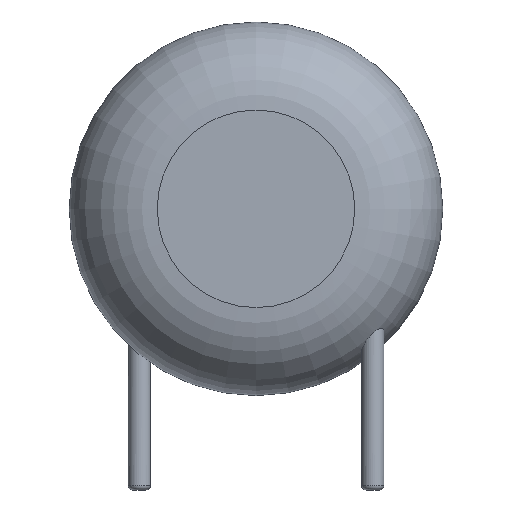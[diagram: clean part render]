
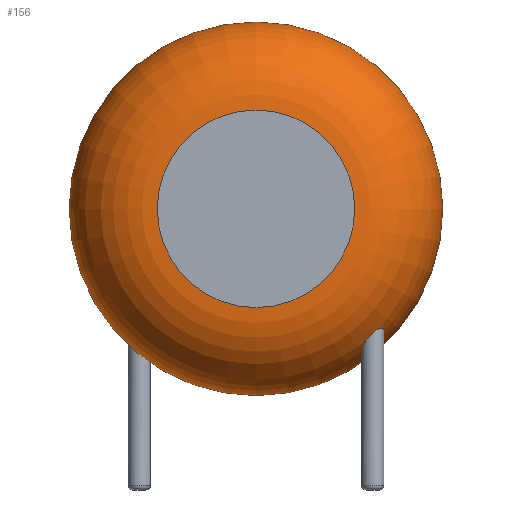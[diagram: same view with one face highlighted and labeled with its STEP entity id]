
A CAD part, front view. The second image highlights one B-rep face of the part: STEP entity #156.
In plain terms, the highlighted toroidal (fillet/blend) face has major radius 3.171 mm and minor radius 2.829 mm.
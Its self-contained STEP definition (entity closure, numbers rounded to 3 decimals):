
#24 = VERTEX_POINT('',#25);
#25 = CARTESIAN_POINT('',(9.75,-1.421,6.03));
#31 = EDGE_CURVE('',#24,#24,#32,.T.);
#32 = CIRCLE('',#33,6.);
#33 = AXIS2_PLACEMENT_3D('',#34,#35,#36);
#34 = CARTESIAN_POINT('',(3.75,-1.421,6.03));
#35 = DIRECTION('',(0.,-1.,0.));
#36 = DIRECTION('',(1.,0.,0.));
#156 = ADVANCED_FACE('',(#157,#177),#251,.T.);
#157 = FACE_BOUND('',#158,.T.);
#158 = EDGE_LOOP('',(#159,#160,#169,#176));
#159 = ORIENTED_EDGE('',*,*,#31,.T.);
#160 = ORIENTED_EDGE('',*,*,#161,.T.);
#161 = EDGE_CURVE('',#24,#162,#164,.T.);
#162 = VERTEX_POINT('',#163);
#163 = CARTESIAN_POINT('',(6.921,-4.25,6.03));
#164 = CIRCLE('',#165,2.829);
#165 = AXIS2_PLACEMENT_3D('',#166,#167,#168);
#166 = CARTESIAN_POINT('',(6.921,-1.421,6.03));
#167 = DIRECTION('',(0.,0.,-1.));
#168 = DIRECTION('',(1.,0.,0.));
#169 = ORIENTED_EDGE('',*,*,#170,.F.);
#170 = EDGE_CURVE('',#162,#162,#171,.T.);
#171 = CIRCLE('',#172,3.171);
#172 = AXIS2_PLACEMENT_3D('',#173,#174,#175);
#173 = CARTESIAN_POINT('',(3.75,-4.25,6.03));
#174 = DIRECTION('',(0.,-1.,0.));
#175 = DIRECTION('',(1.,0.,0.));
#176 = ORIENTED_EDGE('',*,*,#161,.F.);
#177 = FACE_BOUND('',#178,.T.);
#178 = EDGE_LOOP('',(#179,#198));
#179 = ORIENTED_EDGE('',*,*,#180,.T.);
#180 = EDGE_CURVE('',#181,#183,#185,.T.);
#181 = VERTEX_POINT('',#182);
#182 = CARTESIAN_POINT('',(7.86,-2.7,2.089));
#183 = VERTEX_POINT('',#184);
#184 = CARTESIAN_POINT('',(7.461,-2.342,1.513)
);
#185 = B_SPLINE_CURVE_WITH_KNOTS('',6,(#186,#187,#188,#189,#190,#191,
#192,#193,#194,#195,#196,#197),.UNSPECIFIED.,.F.,.F.,(7,5,7),(
0.,0.49,1.),.UNSPECIFIED.);
#186 = CARTESIAN_POINT('',(7.86,-2.7,2.089));
#187 = CARTESIAN_POINT('',(7.86,-2.649,2.052));
#188 = CARTESIAN_POINT('',(7.851,-2.6,2.009
));
#189 = CARTESIAN_POINT('',(7.835,-2.553,1.962
));
#190 = CARTESIAN_POINT('',(7.812,-2.51,1.914
));
#191 = CARTESIAN_POINT('',(7.782,-2.471,1.863)
);
#192 = CARTESIAN_POINT('',(7.711,-2.404,1.76)
);
#193 = CARTESIAN_POINT('',(7.668,-2.375,1.706)
);
#194 = CARTESIAN_POINT('',(7.621,-2.354,1.654
));
#195 = CARTESIAN_POINT('',(7.569,-2.34,1.603
));
#196 = CARTESIAN_POINT('',(7.515,-2.336,1.555
));
#197 = CARTESIAN_POINT('',(7.461,-2.342,1.513)
);
#198 = ORIENTED_EDGE('',*,*,#199,.T.);
#199 = EDGE_CURVE('',#183,#181,#200,.T.);
#200 = B_SPLINE_CURVE_WITH_KNOTS('',7,(#201,#202,#203,#204,#205,#206,
#207,#208,#209,#210,#211,#212,#213,#214,#215,#216,#217,#218,#219,
#220,#221,#222,#223,#224,#225,#226,#227,#228,#229,#230,#231,#232,
#233,#234,#235,#236,#237,#238,#239,#240,#241,#242,#243,#244,#245,
#246,#247,#248,#249,#250),.UNSPECIFIED.,.F.,.F.,(8,6,6,6,6,6,6,6,8),
(0.,0.189,0.293,0.349,0.528,
0.742,0.829,0.93,1.),.UNSPECIFIED.);
#201 = CARTESIAN_POINT('',(7.461,-2.342,1.513)
);
#202 = CARTESIAN_POINT('',(7.416,-2.347,1.478)
);
#203 = CARTESIAN_POINT('',(7.371,-2.359,1.447
));
#204 = CARTESIAN_POINT('',(7.326,-2.377,1.421
));
#205 = CARTESIAN_POINT('',(7.285,-2.403,1.401)
);
#206 = CARTESIAN_POINT('',(7.247,-2.436,1.388
));
#207 = CARTESIAN_POINT('',(7.216,-2.474,1.383)
);
#208 = CARTESIAN_POINT('',(7.178,-2.538,1.388
));
#209 = CARTESIAN_POINT('',(7.166,-2.561,1.392
));
#210 = CARTESIAN_POINT('',(7.157,-2.586,1.399)
);
#211 = CARTESIAN_POINT('',(7.149,-2.611,1.407
));
#212 = CARTESIAN_POINT('',(7.144,-2.636,1.418)
);
#213 = CARTESIAN_POINT('',(7.141,-2.661,1.431
));
#214 = CARTESIAN_POINT('',(7.14,-2.699,1.454
));
#215 = CARTESIAN_POINT('',(7.14,-2.712,1.462
));
#216 = CARTESIAN_POINT('',(7.14,-2.725,1.471
));
#217 = CARTESIAN_POINT('',(7.142,-2.738,1.48)
);
#218 = CARTESIAN_POINT('',(7.143,-2.751,1.49)
);
#219 = CARTESIAN_POINT('',(7.145,-2.763,1.5)
);
#220 = CARTESIAN_POINT('',(7.157,-2.815,1.544
));
#221 = CARTESIAN_POINT('',(7.17,-2.853,1.581
));
#222 = CARTESIAN_POINT('',(7.188,-2.888,1.621)
);
#223 = CARTESIAN_POINT('',(7.21,-2.92,1.663)
);
#224 = CARTESIAN_POINT('',(7.235,-2.949,1.707
));
#225 = CARTESIAN_POINT('',(7.263,-2.974,1.752)
);
#226 = CARTESIAN_POINT('',(7.332,-3.022,1.851
));
#227 = CARTESIAN_POINT('',(7.373,-3.042,1.905
));
#228 = CARTESIAN_POINT('',(7.418,-3.057,1.958)
);
#229 = CARTESIAN_POINT('',(7.465,-3.065,2.01
));
#230 = CARTESIAN_POINT('',(7.515,-3.066,2.057
));
#231 = CARTESIAN_POINT('',(7.566,-3.058,2.099
));
#232 = CARTESIAN_POINT('',(7.636,-3.034,2.145
));
#233 = CARTESIAN_POINT('',(7.656,-3.026,2.157)
);
#234 = CARTESIAN_POINT('',(7.675,-3.016,2.167
));
#235 = CARTESIAN_POINT('',(7.694,-3.005,2.175)
);
#236 = CARTESIAN_POINT('',(7.713,-2.992,2.182
));
#237 = CARTESIAN_POINT('',(7.73,-2.978,2.186)
);
#238 = CARTESIAN_POINT('',(7.765,-2.945,2.192
));
#239 = CARTESIAN_POINT('',(7.782,-2.926,2.192)
);
#240 = CARTESIAN_POINT('',(7.798,-2.905,2.19
));
#241 = CARTESIAN_POINT('',(7.812,-2.884,2.185)
);
#242 = CARTESIAN_POINT('',(7.823,-2.861,2.178
));
#243 = CARTESIAN_POINT('',(7.833,-2.838,2.169)
);
#244 = CARTESIAN_POINT('',(7.847,-2.799,2.151)
);
#245 = CARTESIAN_POINT('',(7.851,-2.782,2.142)
);
#246 = CARTESIAN_POINT('',(7.855,-2.766,2.133
));
#247 = CARTESIAN_POINT('',(7.857,-2.749,2.123)
);
#248 = CARTESIAN_POINT('',(7.859,-2.733,2.112
));
#249 = CARTESIAN_POINT('',(7.86,-2.716,2.101));
#250 = CARTESIAN_POINT('',(7.86,-2.7,2.089));
#251 = TOROIDAL_SURFACE('',#252,3.171,2.829);
#252 = AXIS2_PLACEMENT_3D('',#253,#254,#255);
#253 = CARTESIAN_POINT('',(3.75,-1.421,6.03));
#254 = DIRECTION('',(0.,-1.,0.));
#255 = DIRECTION('',(1.,0.,0.));
